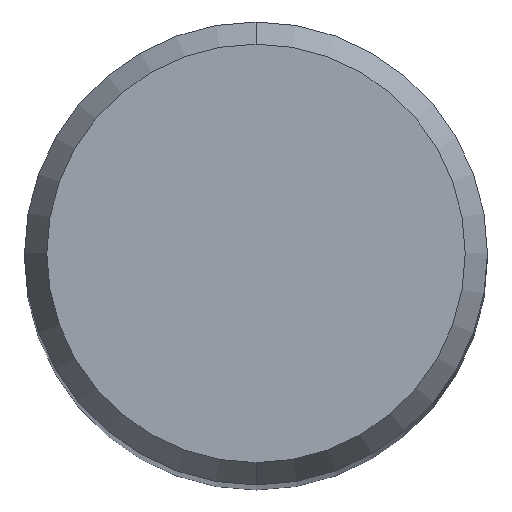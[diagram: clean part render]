
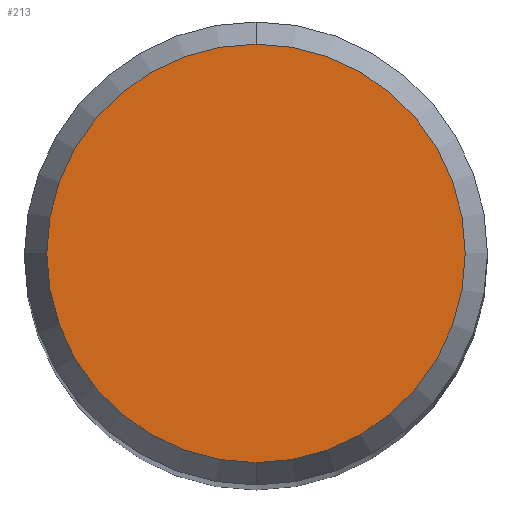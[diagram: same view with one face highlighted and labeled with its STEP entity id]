
A CAD part, top view. The second image highlights one B-rep face of the part: STEP entity #213.
In plain terms, the highlighted planar face has unit normal (0, 0, 1).
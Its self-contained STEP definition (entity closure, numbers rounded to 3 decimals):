
#105=EDGE_CURVE('',#135,#225,#256,.T.);
#135=VERTEX_POINT('',#291);
#213=ADVANCED_FACE('',(#380),#381,.T.);
#225=VERTEX_POINT('',#393);
#229=EDGE_CURVE('',#225,#135,#397,.T.);
#256=CIRCLE('',#421,2.158);
#291=CARTESIAN_POINT('',(0.,-2.158,0.0));
#380=FACE_OUTER_BOUND('',#575,.T.);
#381=PLANE('',#576);
#393=CARTESIAN_POINT('',(0.0,2.158,0.0));
#397=CIRCLE('',#599,2.158);
#421=AXIS2_PLACEMENT_3D('',#603,#604,#605);
#575=EDGE_LOOP('',(#772,#773));
#576=AXIS2_PLACEMENT_3D('',#774,#775,#776);
#599=AXIS2_PLACEMENT_3D('',#790,#791,#792);
#603=CARTESIAN_POINT('',(0.0,0.0,0.0));
#604=DIRECTION('',(0.0,0.0,-1.0));
#605=DIRECTION('',(0.0,1.0,0.0));
#772=ORIENTED_EDGE('',*,*,#229,.F.);
#773=ORIENTED_EDGE('',*,*,#105,.F.);
#774=CARTESIAN_POINT('',(0.0,1.079,0.0));
#775=DIRECTION('',(-0.0,0.0,1.0));
#776=DIRECTION('',(0.0,-1.0,0.0));
#790=CARTESIAN_POINT('',(0.0,0.0,0.0));
#791=DIRECTION('',(0.0,0.0,-1.0));
#792=DIRECTION('',(0.0,1.0,0.0));
